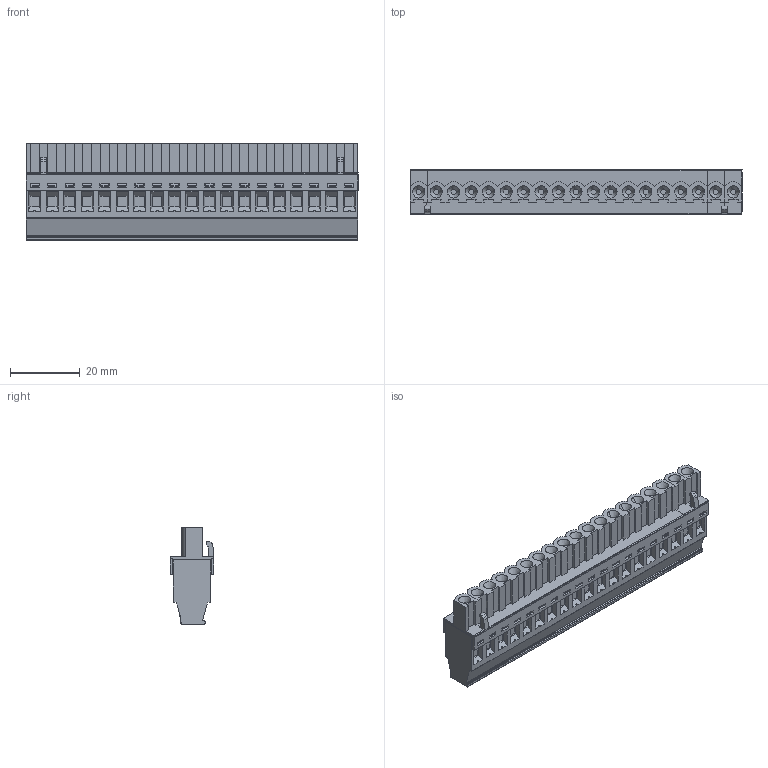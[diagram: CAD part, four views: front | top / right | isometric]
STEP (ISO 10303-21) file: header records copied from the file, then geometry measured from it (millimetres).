
FILE_DESCRIPTION(('STEP AP214'),'1');
FILE_NAME('SV19-5-F.stp','2020-03-24T11:16:37',(' '),(' '),'Spatial InterOp 3D',' ',' ');
FILE_SCHEMA(('AUTOMOTIVE_DESIGN { 1 0 10303 214 1 1 1 1 }'));
Length unit declared in the file: metre
Products named in the file (1): 1
Bounding box: 95 x 12.59 x 27.6 mm (x, y, z)
Volume: 21366.9 mm3; surface area: 11153.7 mm2
Topology: 1 solids, 1 shells, 1102 faces, 2734 edges, 1805 vertices
Faces by surface type: plane 874, cylinder 184, cone 44
Full cylindrical faces by diameter (mm): 1.588 x16, 2.6 x16, 2.829 x16, 3.474 x1, 3.8 x16, 3.97 x16
Entity records: 39878 total; most frequent: CARTESIAN_POINT 5600, DIRECTION 5104, ORIENTED_EDGE 5052, EDGE_CURVE 2526, LINE 2044, VECTOR 2044, VERTEX_POINT 1710, AXIS2_PLACEMENT_3D 1530
